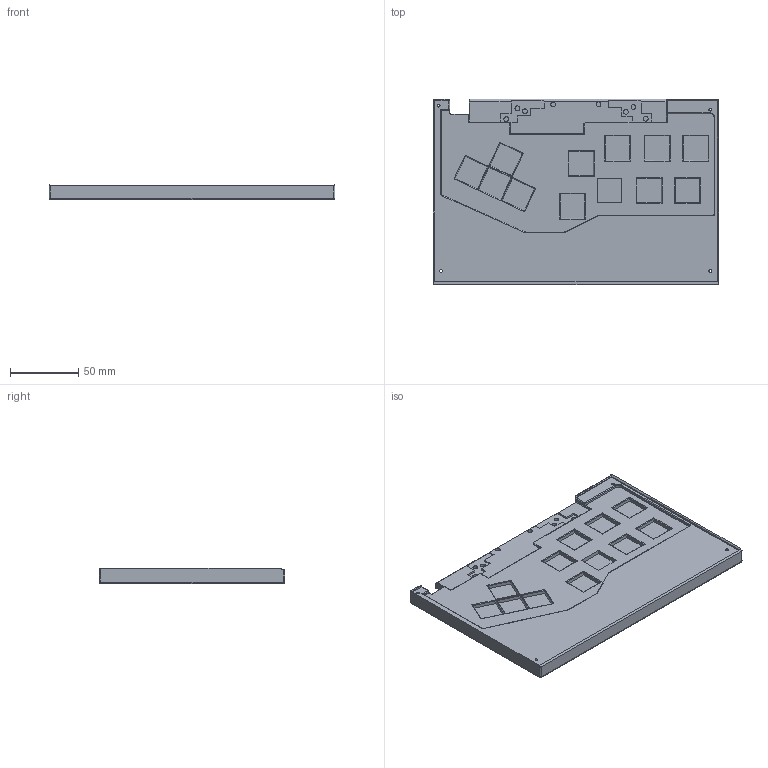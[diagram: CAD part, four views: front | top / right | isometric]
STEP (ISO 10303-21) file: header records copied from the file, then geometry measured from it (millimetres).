
FILE_DESCRIPTION(('HOOPS Exchange Step'),'2;1');
FILE_NAME('temp_export','2025-04-17T16:08:16-04:00',('bobwulff'),('Shapr3D Limited'),'HOOPS Exchange 2024.8','Shapr3D','Authorized');
FILE_SCHEMA( ('AP242_MANAGED_MODEL_BASED_3D_ENGINEERING_MIM_LF {1 0 10303 442 1 1 4}') );
Length unit declared in the file: millimetre
Products named in the file (2): Controller Shell; root
Assembly tree (1 placements, depth 2):
  root
    Controller Shell
Bounding box: 209 x 135.7 x 11 mm (x, y, z)
Volume: 204055.7 mm3; surface area: 67165.2 mm2
Topology: 1 solids, 1 shells, 260 faces, 624 edges, 374 vertices
Faces by surface type: plane 132, cylinder 105, sphere 8, torus 7, bspline 4, cone 4
Full cylindrical faces by diameter (mm): 2 x4, 3.5 x5, 4 x4
Entity records: 7963 total; most frequent: CARTESIAN_POINT 1825, DIRECTION 1298, ORIENTED_EDGE 1230, EDGE_CURVE 615, AXIS2_PLACEMENT_3D 435, VECTOR 428, LINE 428, VERTEX_POINT 374
